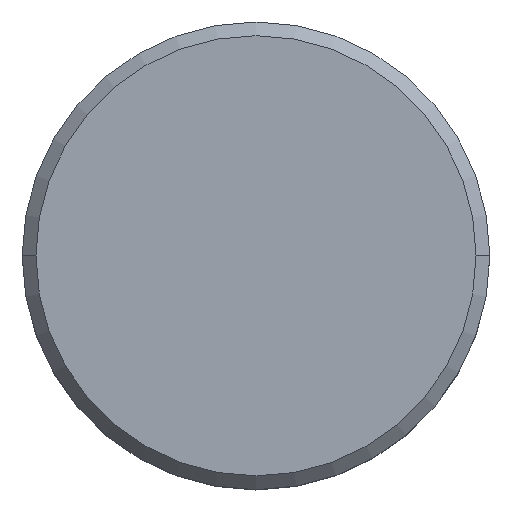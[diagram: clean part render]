
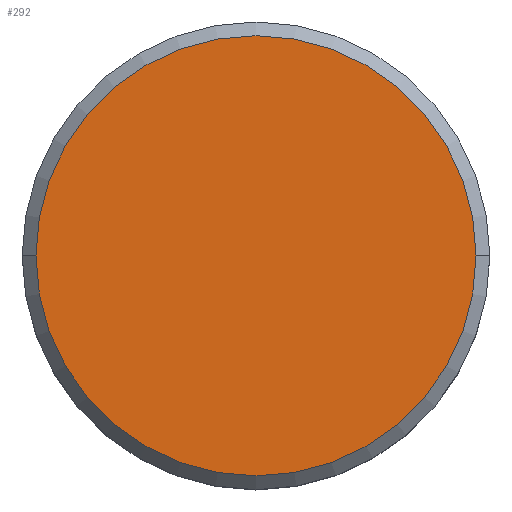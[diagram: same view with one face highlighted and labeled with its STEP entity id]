
A CAD part, top view. The second image highlights one B-rep face of the part: STEP entity #292.
In plain terms, the highlighted planar face has unit normal (0, 0, 1).
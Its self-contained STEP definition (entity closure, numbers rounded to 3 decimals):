
#52 = VERTEX_POINT ( 'NONE', #94 ) ;
#56 = PLANE ( 'NONE',  #170 ) ;
#57 = ORIENTED_EDGE ( 'NONE', *, *, #217, .T. ) ;
#94 = CARTESIAN_POINT ( 'NONE',  ( 8., 0., 0. ) ) ;
#146 = EDGE_CURVE ( 'NONE', #423, #52, #406, .T. ) ;
#170 = AXIS2_PLACEMENT_3D ( 'NONE', #193, #290, #465 ) ;
#193 = CARTESIAN_POINT ( 'NONE',  ( 0., 0., 0. ) ) ;
#196 = FACE_OUTER_BOUND ( 'NONE', #541, .T. ) ;
#217 = EDGE_CURVE ( 'NONE', #52, #423, #494, .T. ) ;
#290 = DIRECTION ( 'NONE',  ( 0., 0., 1. ) ) ;
#292 = ADVANCED_FACE ( 'NONE', ( #196 ), #56, .T. ) ;
#309 = AXIS2_PLACEMENT_3D ( 'NONE', #341, #575, #517 ) ;
#315 = DIRECTION ( 'NONE',  ( 1., 0., 0. ) ) ;
#341 = CARTESIAN_POINT ( 'NONE',  ( 0., 0., 0. ) ) ;
#384 = AXIS2_PLACEMENT_3D ( 'NONE', #462, #420, #315 ) ;
#406 = CIRCLE ( 'NONE', #384, 8. ) ;
#420 = DIRECTION ( 'NONE',  ( 0., 0., 1. ) ) ;
#423 = VERTEX_POINT ( 'NONE', #593 ) ;
#431 = ORIENTED_EDGE ( 'NONE', *, *, #146, .T. ) ;
#462 = CARTESIAN_POINT ( 'NONE',  ( 0., 0., 0. ) ) ;
#465 = DIRECTION ( 'NONE',  ( 1., 0., 0. ) ) ;
#494 = CIRCLE ( 'NONE', #309, 8. ) ;
#517 = DIRECTION ( 'NONE',  ( 1., 0., 0. ) ) ;
#541 = EDGE_LOOP ( 'NONE', ( #431, #57 ) ) ;
#575 = DIRECTION ( 'NONE',  ( 0., 0., 1. ) ) ;
#593 = CARTESIAN_POINT ( 'NONE',  ( -8., 0., 0. ) ) ;
